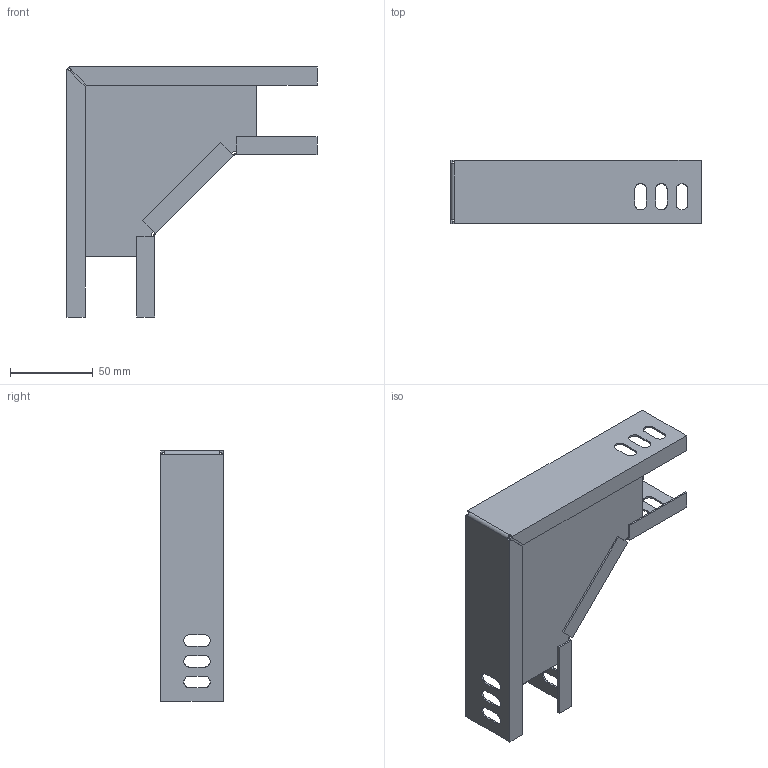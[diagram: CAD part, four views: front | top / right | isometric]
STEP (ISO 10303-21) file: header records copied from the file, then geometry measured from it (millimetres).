
FILE_DESCRIPTION (( 'STEP AP214' ), '1' );
FILE_NAME ('7124410.STP', '2020-01-08T14:03:32', ( '' ), ( '' ), 'SwSTEP 2.0', 'SolidWorks 2018', '' );
FILE_SCHEMA (( 'AUTOMOTIVE_DESIGN' ));
Length unit declared in the file: millimetre
Products named in the file (4): 121402_H=35; 7124410; 001239_Standard; 121401_H=35
Assembly tree (3 placements, depth 2):
  7124410
    001239_Standard
    121402_H=35
    121401_H=35
Bounding box: 151.03 x 38 x 151.03 mm (x, y, z)
Volume: 40397.8 mm3; surface area: 73349.6 mm2
Topology: 3 solids, 3 shells, 177 faces, 509 edges, 338 vertices
Faces by surface type: plane 147, cylinder 26, bspline 4
Entity records: 5969 total; most frequent: CARTESIAN_POINT 1126, ORIENTED_EDGE 1018, DIRECTION 899, EDGE_CURVE 509, VECTOR 437, LINE 437, VERTEX_POINT 338, AXIS2_PLACEMENT_3D 231
